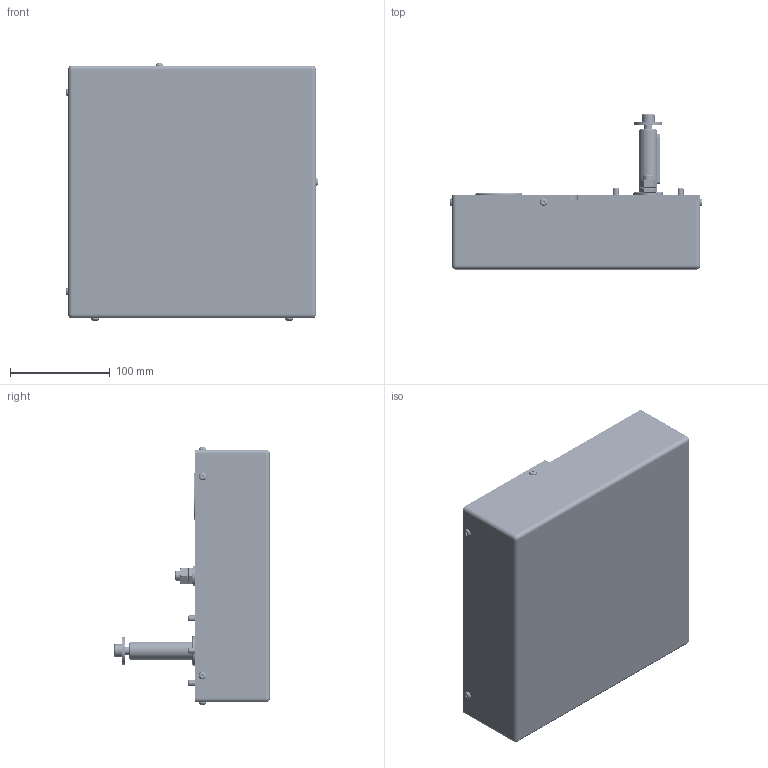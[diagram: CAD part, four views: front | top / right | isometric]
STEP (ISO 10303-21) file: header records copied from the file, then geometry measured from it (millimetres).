
FILE_DESCRIPTION(/* description */ ('Šroub ISO 7380'),/* implementation_level */ '2;1');
FILE_NAME(/* name */ '909003LS.stp',/* time_stamp */ '2015-07-23T12:43:33+02:00',/* author */ ('veronikaf'),/* organization */ (''),/* preprocessor_version */ 'ST-DEVELOPER v15.2',/* originating_system */ 'Autodesk Inventor 2014',/* authorisation */ '');
FILE_SCHEMA (('AUTOMOTIVE_DESIGN { 1 0 10303 214 3 1 1 }'));
Length unit declared in the file: millimetre
Products named in the file (23): 200410-3; 200816-1; 215008-1; 909003-02; 909003L-K; 909003-04; 909003-03_RollerLink; 909003-03_PinLink; 909003-03; 909004; 909005; 909006-1; Lozisko6200-2RS; 201055-5; 215010; ISO4035_M10N; ISO4032_M10; 909006; Lozisko6204-2RS; DIN6885_A6x6x20; DIN6885_A6x6x50; 200616-1; 909003LS
Assembly tree (104 placements, depth 3):
  909003LS
    200410-3  x6
    200816-1  x3
    215008-1  x3
    909003-02
    909003L-K
    909003-04
    909003-03
      909003-03_RollerLink  x33
      909003-03_PinLink  x33
    909004
    909005  x2
    909006
      909006-1
      Lozisko6200-2RS
      201055-5
      215010  x4
      ISO4035_M10N  x2
      ISO4032_M10
    Lozisko6204-2RS
    DIN6885_A6x6x20  x2
    DIN6885_A6x6x50
    200616-1  x4
Bounding box: 253.4 x 156.1 x 258.4 mm (x, y, z)
Volume: 1265334.7 mm3; surface area: 531622.1 mm2
Topology: 102 solids, 102 shells, 2679 faces, 5960 edges, 3751 vertices
Faces by surface type: cylinder 1094, plane 803, cone 704, torus 52, sphere 20, bspline 6
Full cylindrical faces by diameter (mm): 3.242 x6, 3.581 x264, 4 x6, 4.5 x6, 5.08 x66, 6 x4, 6.5 x4, 6.647 x2, 7.6 x6, 8 x3, 8.376 x3, 8.5 x4, 9 x3, 9.188 x1, 10 x6, 10.5 x4, 11 x4, 13 x3, 15.4 x1, 16.4 x2, 18 x3, 20 x5, 23.6 x2, 25 x1, 28 x3, 28.64 x2, 30 x3, 38.36 x2, 40 x1, 46 x2
Entity records: 20322 total; most frequent: CARTESIAN_POINT 4974, DIRECTION 3168, ORIENTED_EDGE 2886, EDGE_CURVE 1443, AXIS2_PLACEMENT_3D 1286, VERTEX_POINT 1000, EDGE_LOOP 841, ADVANCED_FACE 620
